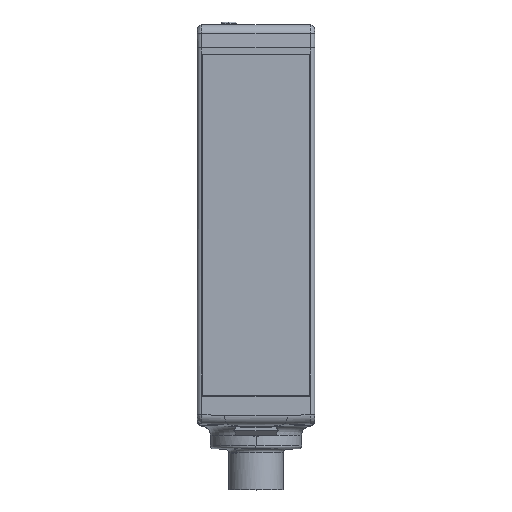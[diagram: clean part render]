
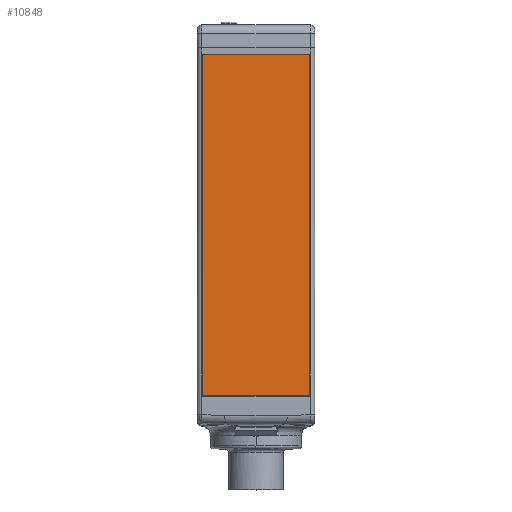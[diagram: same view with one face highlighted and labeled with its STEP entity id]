
A CAD part, top view. The second image highlights one B-rep face of the part: STEP entity #10848.
In plain terms, the highlighted planar face has unit normal (0, 0, 1).
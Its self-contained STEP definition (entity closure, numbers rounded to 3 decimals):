
#2702=DIRECTION('',(0.,1.,0.));
#2703=VECTOR('',#2702,74.9);
#2704=CARTESIAN_POINT('',(-11.85,-37.45,0.));
#2705=LINE('',#2704,#2703);
#2706=DIRECTION('',(1.,0.,0.));
#2707=VECTOR('',#2706,23.7);
#2708=CARTESIAN_POINT('',(-11.85,37.45,0.));
#2709=LINE('',#2708,#2707);
#2710=DIRECTION('',(0.,-1.,0.));
#2711=VECTOR('',#2710,74.9);
#2712=CARTESIAN_POINT('',(11.85,37.45,0.));
#2713=LINE('',#2712,#2711);
#2714=DIRECTION('',(-1.,0.,0.));
#2715=VECTOR('',#2714,23.7);
#2716=CARTESIAN_POINT('',(11.85,-37.45,0.));
#2717=LINE('',#2716,#2715);
#5907=CARTESIAN_POINT('',(-11.85,-37.45,0.));
#5908=CARTESIAN_POINT('',(-11.85,37.45,0.));
#5909=VERTEX_POINT('',#5907);
#5910=VERTEX_POINT('',#5908);
#5911=CARTESIAN_POINT('',(11.85,-37.45,0.));
#5912=VERTEX_POINT('',#5911);
#5913=CARTESIAN_POINT('',(11.85,37.45,0.));
#5914=VERTEX_POINT('',#5913);
#10837=CARTESIAN_POINT('',(0.,0.,0.));
#10838=DIRECTION('',(0.,0.,1.));
#10839=DIRECTION('',(1.,0.,0.));
#10840=AXIS2_PLACEMENT_3D('',#10837,#10838,#10839);
#10841=PLANE('',#10840);
#10842=ORIENTED_EDGE('',*,*,#10740,.T.);
#10843=ORIENTED_EDGE('',*,*,#10767,.T.);
#10844=ORIENTED_EDGE('',*,*,#10793,.T.);
#10845=ORIENTED_EDGE('',*,*,#10818,.T.);
#10846=EDGE_LOOP('',(#10842,#10843,#10844,#10845));
#10847=FACE_OUTER_BOUND('',#10846,.F.);
#10848=ADVANCED_FACE('',(#10847),#10841,.T.);
#10740=EDGE_CURVE('',#5909,#5910,#2705,.T.);
#10767=EDGE_CURVE('',#5910,#5914,#2709,.T.);
#10793=EDGE_CURVE('',#5914,#5912,#2713,.T.);
#10818=EDGE_CURVE('',#5912,#5909,#2717,.T.);
